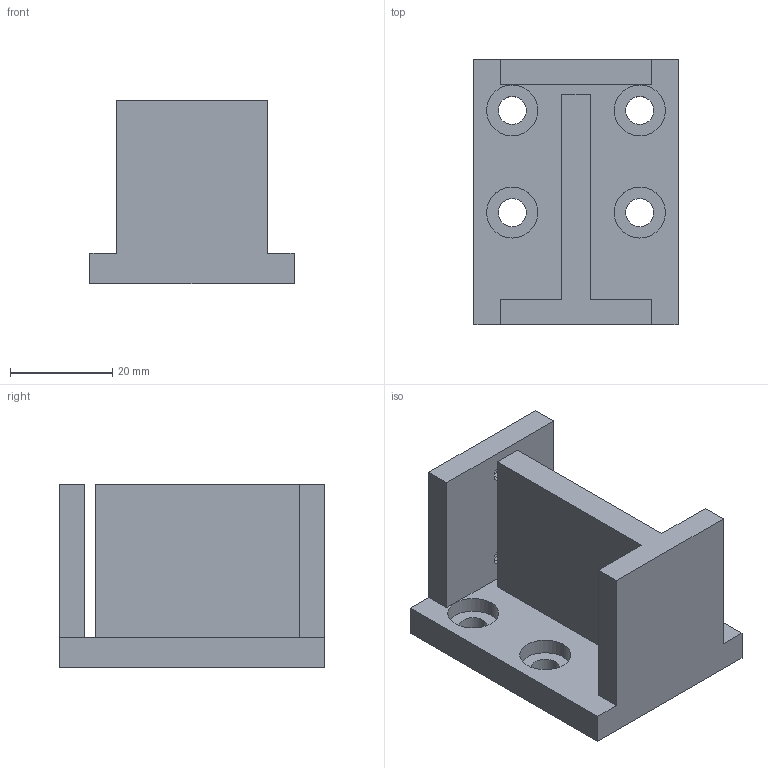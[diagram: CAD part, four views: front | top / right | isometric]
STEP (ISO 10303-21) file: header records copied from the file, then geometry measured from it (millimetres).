
FILE_DESCRIPTION (( 'STEP AP214' ), '1' );
FILE_NAME ('嘐隅善倰第.STEP', '2023-04-06T13:03:23', ( '' ), ( '' ), 'SwSTEP 2.0', 'SolidWorks 2020', '' );
FILE_SCHEMA (( 'AUTOMOTIVE_DESIGN' ));
Length unit declared in the file: millimetre
Products named in the file (1): 嘐隅善倰第
Bounding box: 40 x 52 x 36 mm (x, y, z)
Volume: 26538.1 mm3; surface area: 12770.1 mm2
Topology: 2 solids, 2 shells, 66 faces, 156 edges, 98 vertices
Faces by surface type: cylinder 32, plane 26, cone 8
Entity records: 1947 total; most frequent: DIRECTION 350, CARTESIAN_POINT 317, ORIENTED_EDGE 304, EDGE_CURVE 152, AXIS2_PLACEMENT_3D 131, VERTEX_POINT 98, VECTOR 88, LINE 88
